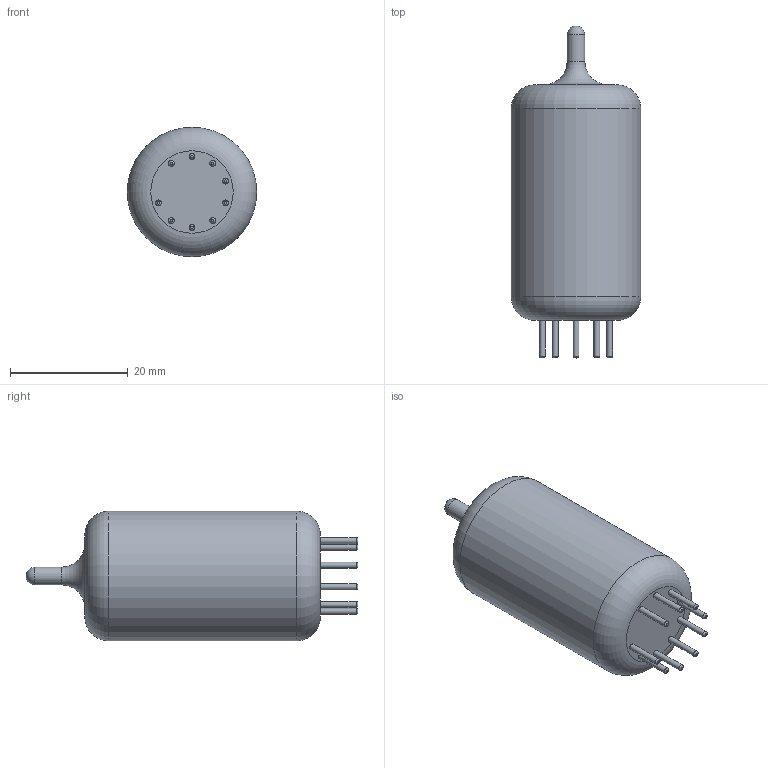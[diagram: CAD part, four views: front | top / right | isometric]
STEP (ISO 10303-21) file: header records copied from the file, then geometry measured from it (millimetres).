
FILE_DESCRIPTION(/* description */ (''),/* implementation_level */ '2;1');
FILE_NAME(/* name */ 'ECC83 v1.step',/* time_stamp */ '2021-08-08T21:25:52+01:00',/* author */ (''),/* organization */ (''),/* preprocessor_version */ 'ST-DEVELOPER v18.1',/* originating_system */ 'Autodesk Translation Framework v10.6.0.1341',/* authorisation */ '');
FILE_SCHEMA (('AUTOMOTIVE_DESIGN { 1 0 10303 214 3 1 1 }'));
Length unit declared in the file: millimetre
Products named in the file (1): ECC83
Bounding box: 22 x 56.4 x 22 mm (x, y, z)
Volume: 14932.8 mm3; surface area: 3542.5 mm2
Topology: 10 solids, 10 shells, 44 faces, 72 edges, 48 vertices
Faces by surface type: plane 20, cylinder 11, bspline 9, torus 3, sphere 1
Full cylindrical faces by diameter (mm): 1 x9, 3 x1, 22 x1
Entity records: 1273 total; most frequent: CARTESIAN_POINT 398, DIRECTION 203, ORIENTED_EDGE 142, AXIS2_PLACEMENT_3D 96, EDGE_CURVE 71, CIRCLE 60, VERTEX_POINT 48, EDGE_LOOP 45
